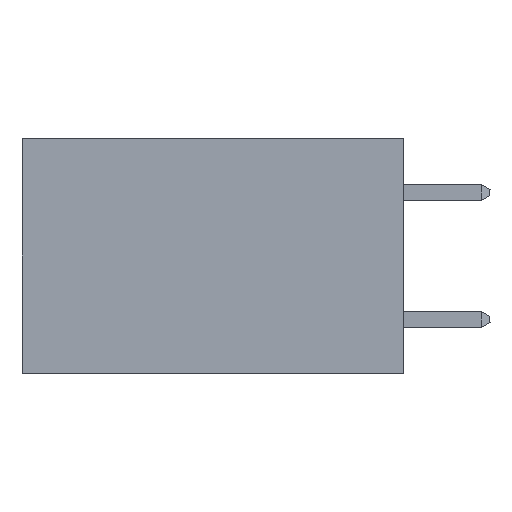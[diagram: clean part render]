
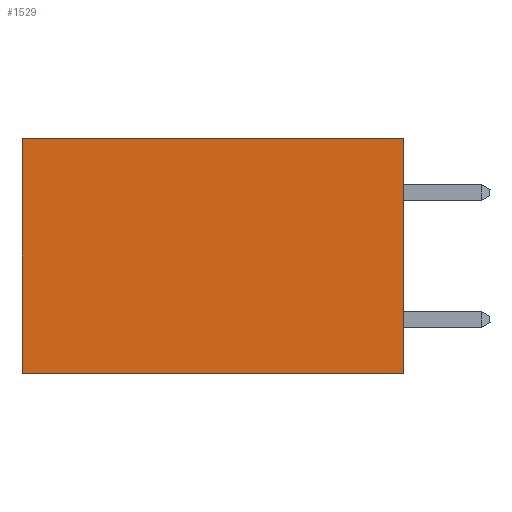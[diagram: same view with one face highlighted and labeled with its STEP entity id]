
A CAD part, left-side view. The second image highlights one B-rep face of the part: STEP entity #1529.
In plain terms, the highlighted planar face has unit normal (-1, 0, 0).
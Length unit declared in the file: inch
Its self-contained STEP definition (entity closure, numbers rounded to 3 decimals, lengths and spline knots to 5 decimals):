
#653 = CARTESIAN_POINT ( 'NONE',  ( 0.2875, 0., -0.37 ) ) ;
#715 = DIRECTION ( 'NONE',  ( 0., 0., -1. ) ) ;
#832 = CARTESIAN_POINT ( 'NONE',  ( 0.2875, 0.6, -0.37 ) ) ;
#1087 = LINE ( 'NONE', #17681, #4336 ) ;
#1529 = ADVANCED_FACE ( 'NONE', ( #9480 ), #18972, .F. ) ;
#1547 = EDGE_CURVE ( 'NONE', #10867, #11316, #8937, .T. ) ;
#2362 = DIRECTION ( 'NONE',  ( 0., 0., -1. ) ) ;
#3202 = LINE ( 'NONE', #653, #20660 ) ;
#3909 = ORIENTED_EDGE ( 'NONE', *, *, #20715, .T. ) ;
#4336 = VECTOR ( 'NONE', #10906, 39.37008 ) ;
#5713 = DIRECTION ( 'NONE',  ( 0., 1., 0. ) ) ;
#6673 = DIRECTION ( 'NONE',  ( 0., 1., 0. ) ) ;
#8118 = CARTESIAN_POINT ( 'NONE',  ( 0.2875, 0.6, 0. ) ) ;
#8218 = ORIENTED_EDGE ( 'NONE', *, *, #1547, .T. ) ;
#8937 = LINE ( 'NONE', #8118, #16200 ) ;
#9089 = CARTESIAN_POINT ( 'NONE',  ( 0.2875, 0., 0. ) ) ;
#9238 = EDGE_CURVE ( 'NONE', #20701, #11316, #3202, .T. ) ;
#9480 = FACE_OUTER_BOUND ( 'NONE', #16943, .T. ) ;
#10306 = VECTOR ( 'NONE', #6673, 39.37008 ) ;
#10735 = ORIENTED_EDGE ( 'NONE', *, *, #9238, .F. ) ;
#10867 = VERTEX_POINT ( 'NONE', #21138 ) ;
#10906 = DIRECTION ( 'NONE',  ( 0., 0., -1. ) ) ;
#11316 = VERTEX_POINT ( 'NONE', #832 ) ;
#13031 = EDGE_CURVE ( 'NONE', #18527, #20701, #1087, .T. ) ;
#14925 = CARTESIAN_POINT ( 'NONE',  ( 0.2875, 0., 0. ) ) ;
#15196 = ORIENTED_EDGE ( 'NONE', *, *, #13031, .F. ) ;
#15400 = LINE ( 'NONE', #14925, #10306 ) ;
#16200 = VECTOR ( 'NONE', #715, 39.37008 ) ;
#16943 = EDGE_LOOP ( 'NONE', ( #8218, #10735, #15196, #3909 ) ) ;
#17681 = CARTESIAN_POINT ( 'NONE',  ( 0.2875, 0., 0. ) ) ;
#18014 = CARTESIAN_POINT ( 'NONE',  ( 0.2875, 0., -0.37 ) ) ;
#18119 = CARTESIAN_POINT ( 'NONE',  ( 0.2875, 0., 0. ) ) ;
#18527 = VERTEX_POINT ( 'NONE', #18119 ) ;
#18972 = PLANE ( 'NONE',  #22237 ) ;
#19485 = DIRECTION ( 'NONE',  ( 1., 0., 0. ) ) ;
#20660 = VECTOR ( 'NONE', #5713, 39.37008 ) ;
#20701 = VERTEX_POINT ( 'NONE', #18014 ) ;
#20715 = EDGE_CURVE ( 'NONE', #18527, #10867, #15400, .T. ) ;
#21138 = CARTESIAN_POINT ( 'NONE',  ( 0.2875, 0.6, 0. ) ) ;
#22237 = AXIS2_PLACEMENT_3D ( 'NONE', #9089, #19485, #2362 ) ;
